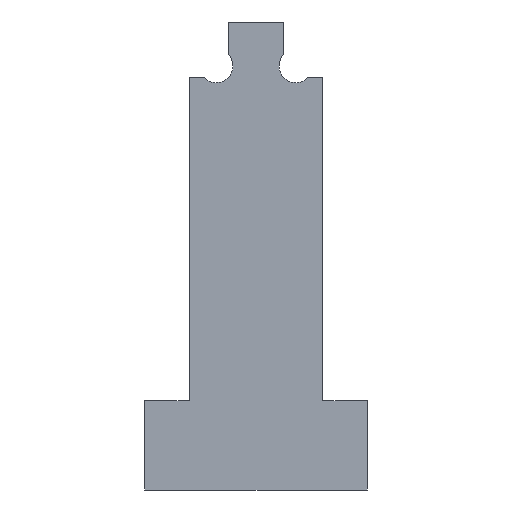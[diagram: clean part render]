
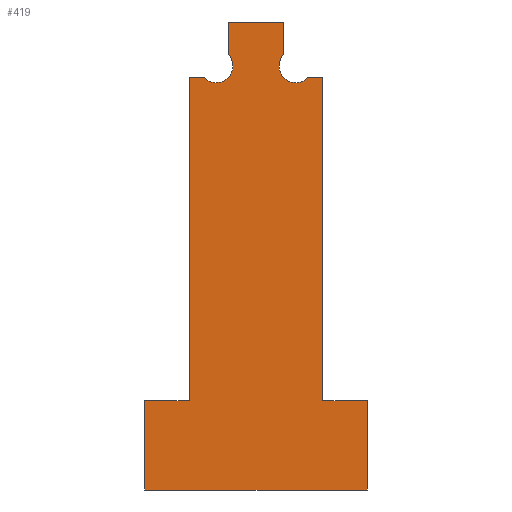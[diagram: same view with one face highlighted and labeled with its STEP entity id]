
A CAD part, front view. The second image highlights one B-rep face of the part: STEP entity #419.
In plain terms, the highlighted planar face has unit normal (0, -1, 0).
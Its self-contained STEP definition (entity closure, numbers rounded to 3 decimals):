
#42=PLANE('',#472);
#63=FACE_OUTER_BOUND('',#84,.T.);
#84=EDGE_LOOP('',(#353,#354,#355,#356,#357,#358,#359,#360,#361,#362,#363,
#364,#365,#366));
#95=LINE('',#609,#138);
#98=LINE('',#615,#141);
#104=LINE('',#627,#147);
#105=LINE('',#630,#148);
#108=LINE('',#636,#151);
#113=LINE('',#700,#156);
#120=LINE('',#714,#163);
#124=LINE('',#730,#167);
#127=LINE('',#735,#170);
#128=LINE('',#736,#171);
#129=LINE('',#737,#172);
#130=LINE('',#738,#173);
#138=VECTOR('',#501,10.);
#141=VECTOR('',#506,10.);
#147=VECTOR('',#514,10.);
#148=VECTOR('',#517,10.);
#151=VECTOR('',#522,10.);
#156=VECTOR('',#539,10.);
#163=VECTOR('',#548,10.);
#167=VECTOR('',#566,10.);
#170=VECTOR('',#571,10.);
#171=VECTOR('',#572,10.);
#172=VECTOR('',#573,10.);
#173=VECTOR('',#574,10.);
#187=CIRCLE('',#467,1.5);
#188=CIRCLE('',#469,1.5);
#194=VERTEX_POINT('',#605);
#196=VERTEX_POINT('',#608);
#198=VERTEX_POINT('',#614);
#201=VERTEX_POINT('',#621);
#203=VERTEX_POINT('',#625);
#204=VERTEX_POINT('',#629);
#206=VERTEX_POINT('',#635);
#214=VERTEX_POINT('',#697);
#215=VERTEX_POINT('',#699);
#220=VERTEX_POINT('',#711);
#221=VERTEX_POINT('',#713);
#223=VERTEX_POINT('',#719);
#224=VERTEX_POINT('',#723);
#226=VERTEX_POINT('',#729);
#235=EDGE_CURVE('',#194,#196,#95,.T.);
#238=EDGE_CURVE('',#196,#198,#98,.T.);
#244=EDGE_CURVE('',#203,#201,#104,.T.);
#245=EDGE_CURVE('',#204,#203,#105,.T.);
#248=EDGE_CURVE('',#206,#201,#108,.T.);
#259=EDGE_CURVE('',#215,#214,#113,.T.);
#266=EDGE_CURVE('',#221,#220,#120,.T.);
#270=EDGE_CURVE('',#214,#223,#187,.T.);
#271=EDGE_CURVE('',#224,#221,#188,.T.);
#274=EDGE_CURVE('',#226,#224,#124,.T.);
#277=EDGE_CURVE('',#194,#226,#127,.T.);
#278=EDGE_CURVE('',#220,#215,#128,.T.);
#279=EDGE_CURVE('',#223,#206,#129,.T.);
#280=EDGE_CURVE('',#198,#204,#130,.T.);
#353=ORIENTED_EDGE('',*,*,#277,.T.);
#354=ORIENTED_EDGE('',*,*,#274,.T.);
#355=ORIENTED_EDGE('',*,*,#271,.T.);
#356=ORIENTED_EDGE('',*,*,#266,.T.);
#357=ORIENTED_EDGE('',*,*,#278,.T.);
#358=ORIENTED_EDGE('',*,*,#259,.T.);
#359=ORIENTED_EDGE('',*,*,#270,.T.);
#360=ORIENTED_EDGE('',*,*,#279,.T.);
#361=ORIENTED_EDGE('',*,*,#248,.T.);
#362=ORIENTED_EDGE('',*,*,#244,.F.);
#363=ORIENTED_EDGE('',*,*,#245,.F.);
#364=ORIENTED_EDGE('',*,*,#280,.F.);
#365=ORIENTED_EDGE('',*,*,#238,.F.);
#366=ORIENTED_EDGE('',*,*,#235,.F.);
#419=ADVANCED_FACE('',(#63),#42,.T.);
#467=AXIS2_PLACEMENT_3D('',#721,#555,#556);
#469=AXIS2_PLACEMENT_3D('',#724,#559,#560);
#472=AXIS2_PLACEMENT_3D('',#734,#569,#570);
#501=DIRECTION('',(1.,0.,0.));
#506=DIRECTION('',(0.,0.,-1.));
#514=DIRECTION('',(1.,0.,0.));
#517=DIRECTION('',(0.,0.,1.));
#522=DIRECTION('',(0.,0.,-1.));
#539=DIRECTION('',(0.,0.,-1.));
#548=DIRECTION('',(0.,0.,1.));
#555=DIRECTION('center_axis',(0.,1.,0.));
#556=DIRECTION('ref_axis',(-1.,0.,0.));
#559=DIRECTION('center_axis',(0.,1.,0.));
#560=DIRECTION('ref_axis',(-1.,0.,0.));
#566=DIRECTION('',(-1.,0.,0.));
#569=DIRECTION('center_axis',(0.,-1.,0.));
#570=DIRECTION('ref_axis',(0.,0.,-1.));
#571=DIRECTION('',(0.,0.,1.));
#572=DIRECTION('',(-1.,0.,0.));
#573=DIRECTION('',(-1.,0.,0.));
#574=DIRECTION('',(-1.,0.,0.));
#605=CARTESIAN_POINT('',(0.,0.,-67.));
#608=CARTESIAN_POINT('',(4.,0.,-67.));
#609=CARTESIAN_POINT('',(-16.,0.,-67.));
#614=CARTESIAN_POINT('',(4.,0.,-75.));
#615=CARTESIAN_POINT('',(4.,0.,-67.));
#621=CARTESIAN_POINT('',(-12.,0.,-67.));
#625=CARTESIAN_POINT('',(-16.,0.,-67.));
#627=CARTESIAN_POINT('',(-16.,0.,-67.));
#629=CARTESIAN_POINT('',(-16.,0.,-75.));
#630=CARTESIAN_POINT('',(-16.,0.,-75.));
#635=CARTESIAN_POINT('',(-12.,0.,-38.));
#636=CARTESIAN_POINT('',(-12.,0.,-75.));
#697=CARTESIAN_POINT('',(-8.5,0.,-35.879));
#699=CARTESIAN_POINT('',(-8.5,0.,-33.));
#700=CARTESIAN_POINT('',(-8.5,0.,-38.));
#711=CARTESIAN_POINT('',(-3.5,0.,-33.));
#713=CARTESIAN_POINT('',(-3.5,0.,-35.879));
#714=CARTESIAN_POINT('',(-3.5,0.,-33.));
#719=CARTESIAN_POINT('',(-10.621,0.,-38.));
#721=CARTESIAN_POINT('Origin',(-9.561,0.,-36.939));
#723=CARTESIAN_POINT('',(-1.379,0.,-38.));
#724=CARTESIAN_POINT('Origin',(-2.439,0.,-36.939));
#729=CARTESIAN_POINT('',(0.,0.,-38.));
#730=CARTESIAN_POINT('',(-12.,0.,-38.));
#734=CARTESIAN_POINT('Origin',(-6.,0.,-35.5));
#735=CARTESIAN_POINT('',(0.,0.,-38.));
#736=CARTESIAN_POINT('',(-8.5,0.,-33.));
#737=CARTESIAN_POINT('',(-12.,0.,-38.));
#738=CARTESIAN_POINT('',(4.,0.,-75.));
